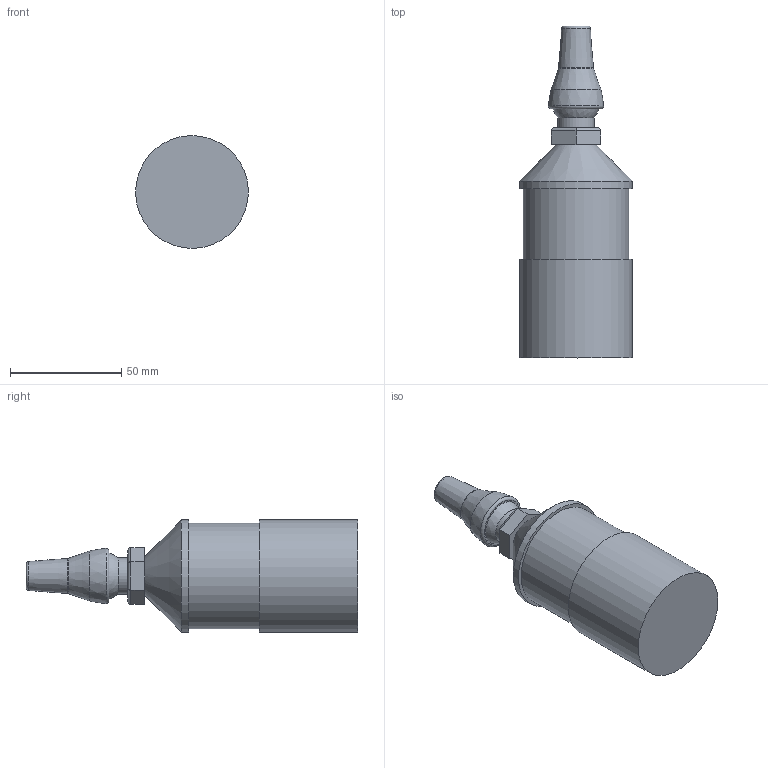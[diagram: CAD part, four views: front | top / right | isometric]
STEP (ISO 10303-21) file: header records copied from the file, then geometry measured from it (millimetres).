
FILE_DESCRIPTION(/* description */ (''),/* implementation_level */ '2;1');
FILE_NAME(/* name */ 'NAS2P020_A.stp',/* time_stamp */ '2018-03-27T13:40:54-04:00',/* author */ ('James'),/* organization */ (''),/* preprocessor_version */ 'ST-DEVELOPER v16.5',/* originating_system */ 'Autodesk Inventor 2017',/* authorisation */ '');
FILE_SCHEMA (('AUTOMOTIVE_DESIGN { 1 0 10303 214 3 1 1 }'));
Length unit declared in the file: inch
Products named in the file (1): NAS2P020_A
Bounding box: 50.79 x 149.45 x 50.79 mm (x, y, z)
Volume: 184593 mm3; surface area: 21208 mm2
Topology: 1 solids, 1 shells, 31 faces, 61 edges, 38 vertices
Faces by surface type: plane 13, cylinder 10, torus 3, cone 3, bspline 1, sphere 1
Full cylindrical faces by diameter (mm): 16.256 x1, 47.498 x1, 50.8 x2
Entity records: 842 total; most frequent: CARTESIAN_POINT 147, DIRECTION 136, ORIENTED_EDGE 100, AXIS2_PLACEMENT_3D 56, EDGE_CURVE 50, EDGE_LOOP 47, VERTEX_POINT 37, STYLED_ITEM 32
